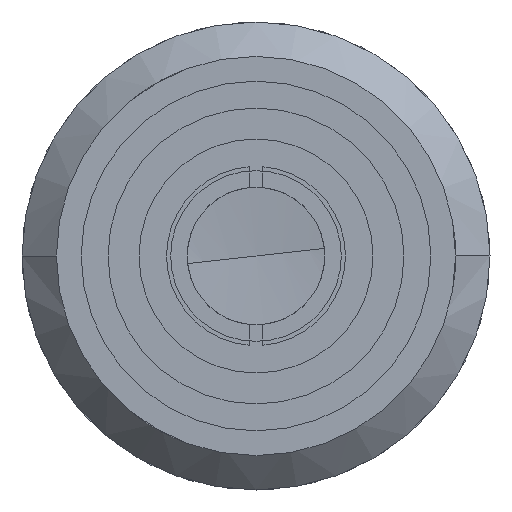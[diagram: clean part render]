
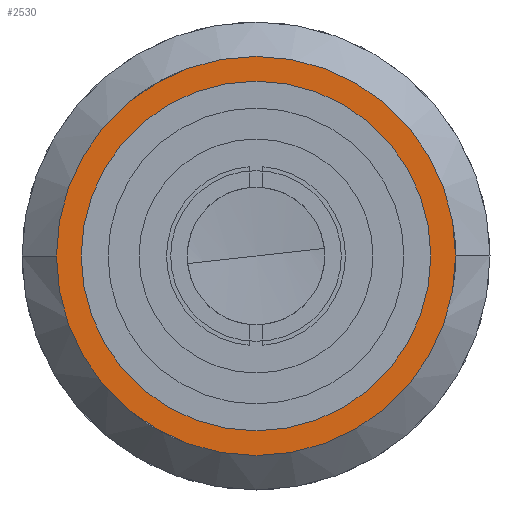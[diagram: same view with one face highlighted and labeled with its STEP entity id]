
A CAD part, front view. The second image highlights one B-rep face of the part: STEP entity #2530.
In plain terms, the highlighted planar face has unit normal (0, -1, 0).
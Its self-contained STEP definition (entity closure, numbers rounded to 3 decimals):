
#76 = CIRCLE ( 'NONE', #1633, 11.75 ) ;
#103 = CARTESIAN_POINT ( 'NONE',  ( 0., -117.24, 0. ) ) ;
#111 = VERTEX_POINT ( 'NONE', #145 ) ;
#145 = CARTESIAN_POINT ( 'NONE',  ( 0., -117.24, -14.5 ) ) ;
#440 = FACE_BOUND ( 'NONE', #1530, .T. ) ;
#498 = EDGE_CURVE ( 'NONE', #708, #503, #76, .T. ) ;
#503 = VERTEX_POINT ( 'NONE', #700 ) ;
#507 = ORIENTED_EDGE ( 'NONE', *, *, #498, .T. ) ;
#612 = VERTEX_POINT ( 'NONE', #1015 ) ;
#677 = EDGE_LOOP ( 'NONE', ( #1776, #1050 ) ) ;
#700 = CARTESIAN_POINT ( 'NONE',  ( 0., -117.24, 11.75 ) ) ;
#708 = VERTEX_POINT ( 'NONE', #1634 ) ;
#713 = DIRECTION ( 'NONE',  ( 0., 1., 0. ) ) ;
#721 = DIRECTION ( 'NONE',  ( 0., 0., 1. ) ) ;
#732 = AXIS2_PLACEMENT_3D ( 'NONE', #1366, #1329, #1312 ) ;
#791 = DIRECTION ( 'NONE',  ( 0., 1., 0. ) ) ;
#811 = PLANE ( 'NONE',  #2031 ) ;
#877 = DIRECTION ( 'NONE',  ( 0., 1., 0. ) ) ;
#1015 = CARTESIAN_POINT ( 'NONE',  ( 0., -117.24, 14.5 ) ) ;
#1034 = DIRECTION ( 'NONE',  ( 0., 0., 1. ) ) ;
#1050 = ORIENTED_EDGE ( 'NONE', *, *, #1601, .F. ) ;
#1154 = CARTESIAN_POINT ( 'NONE',  ( 0., -117.24, 0. ) ) ;
#1312 = DIRECTION ( 'NONE',  ( 0., 0., 1. ) ) ;
#1329 = DIRECTION ( 'NONE',  ( 0., 1., 0. ) ) ;
#1366 = CARTESIAN_POINT ( 'NONE',  ( 0., -117.24, 0. ) ) ;
#1530 = EDGE_LOOP ( 'NONE', ( #1719, #507 ) ) ;
#1567 = AXIS2_PLACEMENT_3D ( 'NONE', #103, #791, #721 ) ;
#1601 = EDGE_CURVE ( 'NONE', #111, #612, #2694, .T. ) ;
#1633 = AXIS2_PLACEMENT_3D ( 'NONE', #1154, #713, #2656 ) ;
#1634 = CARTESIAN_POINT ( 'NONE',  ( 0., -117.24, -11.75 ) ) ;
#1654 = AXIS2_PLACEMENT_3D ( 'NONE', #2651, #2642, #2632 ) ;
#1719 = ORIENTED_EDGE ( 'NONE', *, *, #1928, .T. ) ;
#1776 = ORIENTED_EDGE ( 'NONE', *, *, #2311, .F. ) ;
#1833 = CARTESIAN_POINT ( 'NONE',  ( 14.5, -117.24, 0. ) ) ;
#1928 = EDGE_CURVE ( 'NONE', #503, #708, #2517, .T. ) ;
#1980 = CIRCLE ( 'NONE', #732, 14.5 ) ;
#2031 = AXIS2_PLACEMENT_3D ( 'NONE', #1833, #877, #1034 ) ;
#2080 = FACE_OUTER_BOUND ( 'NONE', #677, .T. ) ;
#2311 = EDGE_CURVE ( 'NONE', #612, #111, #1980, .T. ) ;
#2517 = CIRCLE ( 'NONE', #1567, 11.75 ) ;
#2530 = ADVANCED_FACE ( 'NONE', ( #2080, #440 ), #811, .F. ) ;
#2632 = DIRECTION ( 'NONE',  ( 0., 0., 1. ) ) ;
#2642 = DIRECTION ( 'NONE',  ( 0., 1., 0. ) ) ;
#2651 = CARTESIAN_POINT ( 'NONE',  ( 0., -117.24, 0. ) ) ;
#2656 = DIRECTION ( 'NONE',  ( 0., 0., 1. ) ) ;
#2694 = CIRCLE ( 'NONE', #1654, 14.5 ) ;
